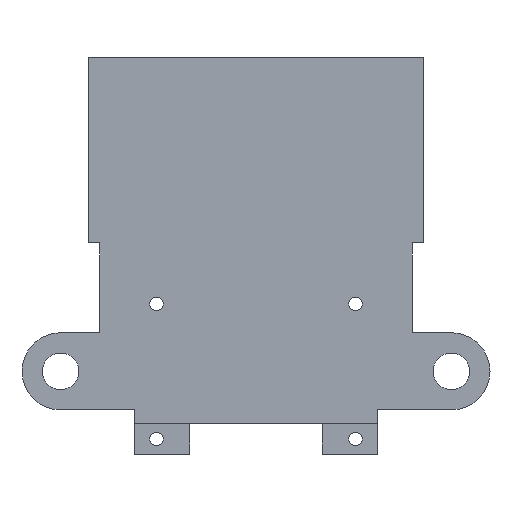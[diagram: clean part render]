
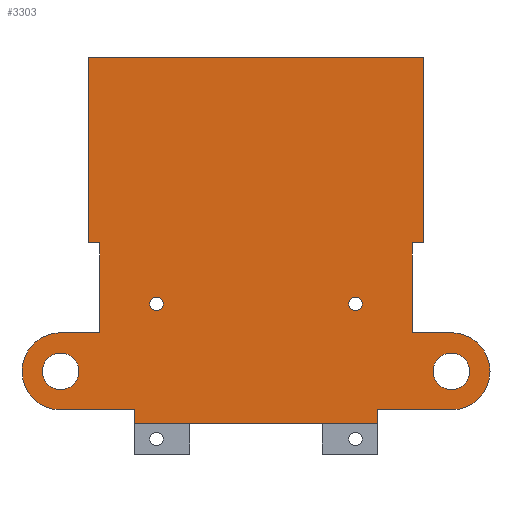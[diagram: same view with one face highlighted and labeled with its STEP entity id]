
A CAD part, front view. The second image highlights one B-rep face of the part: STEP entity #3303.
In plain terms, the highlighted planar face has unit normal (0, -1, 0).
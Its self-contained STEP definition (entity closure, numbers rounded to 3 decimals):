
#65=FACE_BOUND('',#673,.T.);
#66=FACE_BOUND('',#674,.T.);
#67=FACE_BOUND('',#675,.T.);
#68=FACE_BOUND('',#676,.T.);
#318=PLANE('',#3558);
#460=FACE_OUTER_BOUND('',#672,.T.);
#672=EDGE_LOOP('',(#2916,#2917,#2918,#2919,#2920,#2921,#2922,#2923,#2924,
#2925,#2926,#2927,#2928,#2929,#2930,#2931));
#673=EDGE_LOOP('',(#2932));
#674=EDGE_LOOP('',(#2933));
#675=EDGE_LOOP('',(#2934));
#676=EDGE_LOOP('',(#2935));
#836=LINE('',#4755,#1191);
#1003=LINE('',#5178,#1358);
#1006=LINE('',#5182,#1361);
#1007=LINE('',#5185,#1362);
#1009=LINE('',#5189,#1364);
#1011=LINE('',#5193,#1366);
#1014=LINE('',#5198,#1369);
#1034=LINE('',#5249,#1389);
#1035=LINE('',#5251,#1390);
#1036=LINE('',#5253,#1391);
#1037=LINE('',#5256,#1392);
#1038=LINE('',#5258,#1393);
#1039=LINE('',#5262,#1394);
#1040=LINE('',#5263,#1395);
#1191=VECTOR('',#3820,10.);
#1358=VECTOR('',#4233,10.);
#1361=VECTOR('',#4238,10.);
#1362=VECTOR('',#4241,10.);
#1364=VECTOR('',#4245,10.);
#1366=VECTOR('',#4249,10.);
#1369=VECTOR('',#4254,10.);
#1389=VECTOR('',#4304,10.);
#1390=VECTOR('',#4305,10.);
#1391=VECTOR('',#4306,10.);
#1392=VECTOR('',#4309,10.);
#1393=VECTOR('',#4310,10.);
#1394=VECTOR('',#4313,10.);
#1395=VECTOR('',#4314,10.);
#1477=CIRCLE('',#3480,4.75);
#1478=CIRCLE('',#3482,4.75);
#1509=CIRCLE('',#3559,10.);
#1510=CIRCLE('',#3560,10.);
#1511=CIRCLE('',#3561,1.75);
#1512=CIRCLE('',#3562,1.75);
#1636=VERTEX_POINT('',#4752);
#1637=VERTEX_POINT('',#4754);
#1693=VERTEX_POINT('',#4964);
#1694=VERTEX_POINT('',#4968);
#1769=VERTEX_POINT('',#5176);
#1770=VERTEX_POINT('',#5177);
#1771=VERTEX_POINT('',#5184);
#1772=VERTEX_POINT('',#5188);
#1773=VERTEX_POINT('',#5192);
#1774=VERTEX_POINT('',#5196);
#1789=VERTEX_POINT('',#5247);
#1790=VERTEX_POINT('',#5248);
#1791=VERTEX_POINT('',#5250);
#1792=VERTEX_POINT('',#5252);
#1793=VERTEX_POINT('',#5254);
#1794=VERTEX_POINT('',#5257);
#1795=VERTEX_POINT('',#5259);
#1796=VERTEX_POINT('',#5261);
#1797=VERTEX_POINT('',#5264);
#1798=VERTEX_POINT('',#5266);
#1951=EDGE_CURVE('',#1637,#1636,#836,.T.);
#2055=EDGE_CURVE('',#1693,#1693,#1477,.T.);
#2057=EDGE_CURVE('',#1694,#1694,#1478,.T.);
#2159=EDGE_CURVE('',#1769,#1770,#1003,.T.);
#2162=EDGE_CURVE('',#1770,#1637,#1006,.T.);
#2163=EDGE_CURVE('',#1636,#1771,#1007,.T.);
#2165=EDGE_CURVE('',#1771,#1772,#1009,.T.);
#2167=EDGE_CURVE('',#1773,#1769,#1011,.T.);
#2170=EDGE_CURVE('',#1772,#1774,#1014,.T.);
#2194=EDGE_CURVE('',#1789,#1790,#1034,.T.);
#2195=EDGE_CURVE('',#1790,#1791,#1035,.T.);
#2196=EDGE_CURVE('',#1791,#1792,#1036,.T.);
#2197=EDGE_CURVE('',#1792,#1793,#1509,.T.);
#2198=EDGE_CURVE('',#1793,#1773,#1037,.T.);
#2199=EDGE_CURVE('',#1774,#1794,#1038,.T.);
#2200=EDGE_CURVE('',#1794,#1795,#1510,.T.);
#2201=EDGE_CURVE('',#1795,#1796,#1039,.T.);
#2202=EDGE_CURVE('',#1796,#1789,#1040,.T.);
#2203=EDGE_CURVE('',#1797,#1797,#1511,.T.);
#2204=EDGE_CURVE('',#1798,#1798,#1512,.T.);
#2916=ORIENTED_EDGE('',*,*,#2194,.T.);
#2917=ORIENTED_EDGE('',*,*,#2195,.T.);
#2918=ORIENTED_EDGE('',*,*,#2196,.T.);
#2919=ORIENTED_EDGE('',*,*,#2197,.T.);
#2920=ORIENTED_EDGE('',*,*,#2198,.T.);
#2921=ORIENTED_EDGE('',*,*,#2167,.T.);
#2922=ORIENTED_EDGE('',*,*,#2159,.T.);
#2923=ORIENTED_EDGE('',*,*,#2162,.T.);
#2924=ORIENTED_EDGE('',*,*,#1951,.T.);
#2925=ORIENTED_EDGE('',*,*,#2163,.T.);
#2926=ORIENTED_EDGE('',*,*,#2165,.T.);
#2927=ORIENTED_EDGE('',*,*,#2170,.T.);
#2928=ORIENTED_EDGE('',*,*,#2199,.T.);
#2929=ORIENTED_EDGE('',*,*,#2200,.T.);
#2930=ORIENTED_EDGE('',*,*,#2201,.T.);
#2931=ORIENTED_EDGE('',*,*,#2202,.T.);
#2932=ORIENTED_EDGE('',*,*,#2055,.T.);
#2933=ORIENTED_EDGE('',*,*,#2057,.T.);
#2934=ORIENTED_EDGE('',*,*,#2203,.T.);
#2935=ORIENTED_EDGE('',*,*,#2204,.T.);
#3303=ADVANCED_FACE('',(#460,#65,#66,#67,#68),#318,.F.);
#3480=AXIS2_PLACEMENT_3D('',#4966,#4039,#4040);
#3482=AXIS2_PLACEMENT_3D('',#4970,#4044,#4045);
#3558=AXIS2_PLACEMENT_3D('',#5246,#4302,#4303);
#3559=AXIS2_PLACEMENT_3D('',#5255,#4307,#4308);
#3560=AXIS2_PLACEMENT_3D('',#5260,#4311,#4312);
#3561=AXIS2_PLACEMENT_3D('',#5265,#4315,#4316);
#3562=AXIS2_PLACEMENT_3D('',#5267,#4317,#4318);
#3820=DIRECTION('',(-1.,0.,0.));
#4039=DIRECTION('center_axis',(0.,1.,0.));
#4040=DIRECTION('ref_axis',(-1.,0.,0.));
#4044=DIRECTION('center_axis',(0.,1.,0.));
#4045=DIRECTION('ref_axis',(-1.,0.,0.));
#4233=DIRECTION('',(1.,0.,0.));
#4238=DIRECTION('',(0.,0.,1.));
#4241=DIRECTION('',(0.,0.,-1.));
#4245=DIRECTION('',(1.,0.,0.));
#4249=DIRECTION('',(0.,0.,1.));
#4254=DIRECTION('',(0.,0.,-1.));
#4302=DIRECTION('center_axis',(0.,1.,0.));
#4303=DIRECTION('ref_axis',(-1.,0.,0.));
#4304=DIRECTION('',(1.,0.,0.));
#4305=DIRECTION('',(0.,0.,1.));
#4306=DIRECTION('',(1.,0.,0.));
#4307=DIRECTION('center_axis',(0.,-1.,0.));
#4308=DIRECTION('ref_axis',(1.,0.,0.));
#4309=DIRECTION('',(-1.,0.,0.));
#4310=DIRECTION('',(-1.,0.,0.));
#4311=DIRECTION('center_axis',(0.,-1.,0.));
#4312=DIRECTION('ref_axis',(1.,0.,0.));
#4313=DIRECTION('',(1.,0.,0.));
#4314=DIRECTION('',(0.,0.,-1.));
#4315=DIRECTION('center_axis',(0.,1.,0.));
#4316=DIRECTION('ref_axis',(-1.,0.,0.));
#4317=DIRECTION('center_axis',(0.,1.,0.));
#4318=DIRECTION('ref_axis',(1.,0.,0.));
#4752=CARTESIAN_POINT('',(-43.336,58.225,-174.366));
#4754=CARTESIAN_POINT('',(43.664,58.225,-174.366));
#4755=CARTESIAN_POINT('',(43.664,58.225,-174.366));
#4964=CARTESIAN_POINT('',(55.564,58.225,-255.666));
#4966=CARTESIAN_POINT('Origin',(50.814,58.225,-255.666));
#4968=CARTESIAN_POINT('',(-45.736,58.225,-255.666));
#4970=CARTESIAN_POINT('Origin',(-50.486,58.225,-255.666));
#5176=CARTESIAN_POINT('',(40.664,58.225,-222.366));
#5177=CARTESIAN_POINT('',(43.664,58.225,-222.366));
#5178=CARTESIAN_POINT('',(40.664,58.225,-222.366));
#5182=CARTESIAN_POINT('',(43.664,58.225,-222.366));
#5184=CARTESIAN_POINT('',(-43.336,58.225,-222.366));
#5185=CARTESIAN_POINT('',(-43.336,58.225,-174.366));
#5188=CARTESIAN_POINT('',(-40.336,58.225,-222.366));
#5189=CARTESIAN_POINT('',(-43.336,58.225,-222.366));
#5192=CARTESIAN_POINT('',(40.664,58.225,-245.666));
#5193=CARTESIAN_POINT('',(40.664,58.225,-241.866));
#5196=CARTESIAN_POINT('',(-40.336,58.225,-245.666));
#5198=CARTESIAN_POINT('',(-40.336,58.225,-241.866));
#5246=CARTESIAN_POINT('Origin',(-8.986,58.225,-160.516));
#5247=CARTESIAN_POINT('',(-31.286,58.225,-269.166));
#5248=CARTESIAN_POINT('',(31.614,58.225,-269.166));
#5249=CARTESIAN_POINT('',(5.664,58.225,-269.166));
#5250=CARTESIAN_POINT('',(31.614,58.225,-265.666));
#5251=CARTESIAN_POINT('',(31.614,58.225,-269.166));
#5252=CARTESIAN_POINT('',(50.814,58.225,-265.666));
#5253=CARTESIAN_POINT('',(-50.486,58.225,-265.666));
#5254=CARTESIAN_POINT('',(50.814,58.225,-245.666));
#5255=CARTESIAN_POINT('Origin',(50.814,58.225,-255.666));
#5256=CARTESIAN_POINT('',(50.814,58.225,-245.666));
#5257=CARTESIAN_POINT('',(-50.486,58.225,-245.666));
#5258=CARTESIAN_POINT('',(50.814,58.225,-245.666));
#5259=CARTESIAN_POINT('',(-50.486,58.225,-265.666));
#5260=CARTESIAN_POINT('Origin',(-50.486,58.225,-255.666));
#5261=CARTESIAN_POINT('',(-31.286,58.225,-265.666));
#5262=CARTESIAN_POINT('',(-50.486,58.225,-265.666));
#5263=CARTESIAN_POINT('',(-31.286,58.225,-269.166));
#5264=CARTESIAN_POINT('',(-23.886,58.225,-238.166));
#5265=CARTESIAN_POINT('Origin',(-25.636,58.225,-238.166));
#5266=CARTESIAN_POINT('',(24.214,58.225,-238.166));
#5267=CARTESIAN_POINT('Origin',(25.964,58.225,-238.166));
